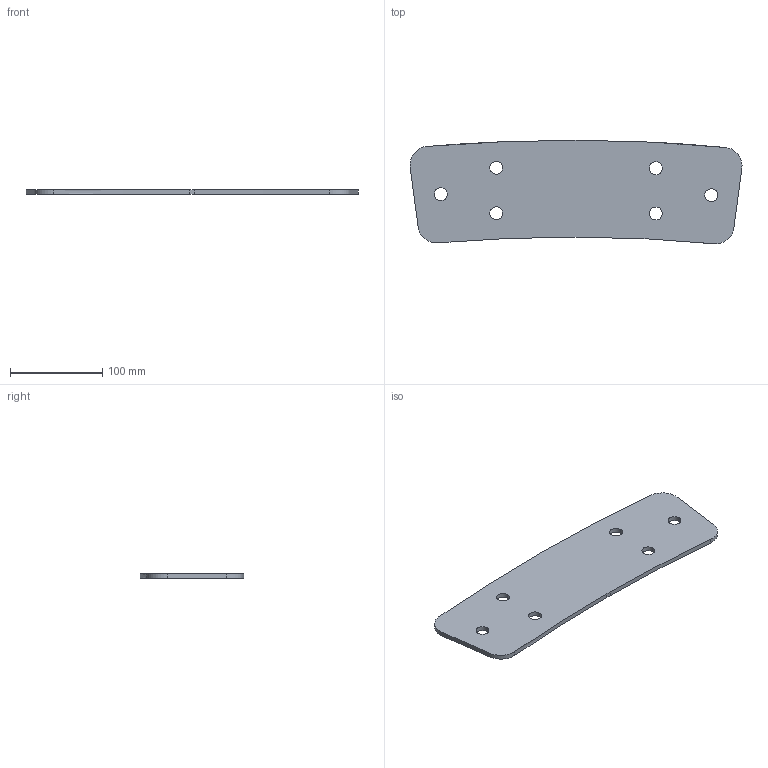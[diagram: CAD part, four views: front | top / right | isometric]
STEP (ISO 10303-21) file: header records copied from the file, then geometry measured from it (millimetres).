
FILE_DESCRIPTION(('CATIA V5 STEP Exchange'),'2;1');
FILE_NAME('P-002-012.stp','2021-02-05T16:17:23+00:00',('none'),('none'),'CATIA Version 5 Release 11 (IN-9)','CATIA V5 STEP AP203',' none');
FILE_SCHEMA(('CONFIG_CONTROL_DESIGN'));
Length unit declared in the file: millimetre
Products named in the file (1): P-002-012
Bounding box: 359.74 x 112.19 x 5 mm (x, y, z)
Volume: 178257.3 mm3; surface area: 77017.1 mm2
Topology: 1 solids, 1 shells, 26 faces, 72 edges, 48 vertices
Faces by surface type: cylinder 16, plane 6, extrusion 4
Entity records: 1084 total; most frequent: CARTESIAN_POINT 389, ORIENTED_EDGE 144, DIRECTION 100, EDGE_CURVE 72, AXIS2_PLACEMENT_3D 49, VERTEX_POINT 48, EDGE_LOOP 38, VECTOR 36
